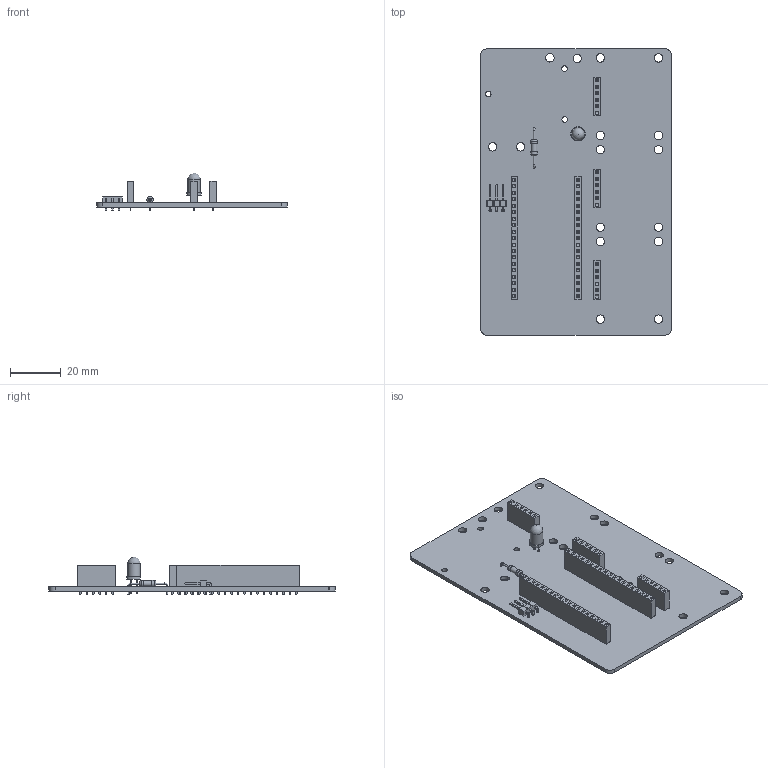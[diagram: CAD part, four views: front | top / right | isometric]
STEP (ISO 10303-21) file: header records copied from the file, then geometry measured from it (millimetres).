
FILE_DESCRIPTION(('KiCad electronic assembly'),'2;1');
FILE_NAME('esppp.step','2025-02-18T22:26:33',('Pcbnew'),('Kicad'), 'Open CASCADE STEP processor 7.8','KiCad to STEP converter','Unknown' );
FILE_SCHEMA(('AUTOMOTIVE_DESIGN { 1 0 10303 214 1 1 1 1 }'));
Length unit declared in the file: millimetre
Products named in the file (12): esppp 1; PinSocket_1x19_P2.54mm_Vertical; PinSocket_1x06_P2.54mm_Vertical; R_Axial_DIN0207_L6.3mm_D2.5mm_P15.24mm_Horizontal; R_Axial_DIN0207_L63mm_D25mm_P1524mm_Horizontal; PinHeader_1x03_P2.54mm_Horizontal; PinHeader_1x03_P254mm_Horizontal; LED_D5.0mm; esppp_PCB
Assembly tree (14 placements, depth 3):
  esppp 1
    PinSocket_1x19_P2.54mm_Vertical  x2
      PinSocket_1x19_P2.54mm_Vertical
    PinSocket_1x06_P2.54mm_Vertical  x3
      PinSocket_1x06_P2.54mm_Vertical
    R_Axial_DIN0207_L6.3mm_D2.5mm_P15.24mm_Horizontal
      R_Axial_DIN0207_L63mm_D25mm_P1524mm_Horizontal
    PinHeader_1x03_P2.54mm_Horizontal
      PinHeader_1x03_P254mm_Horizontal
    LED_D5.0mm
      LED_D5.0mm
    esppp_PCB
Bounding box: 75 x 112.5 x 14.7 mm (x, y, z)
Volume: 16317.2 mm3; surface area: 22906.8 mm2
Topology: 9 solids, 9 shells, 1720 faces, 4479 edges, 2901 vertices
Faces by surface type: plane 1617, cylinder 98, torus 4, sphere 1
Full cylindrical faces by diameter (mm): 0.6 x4, 0.8 x2, 0.9 x2, 1 x59, 2.2 x3, 2.25 x1, 2.5 x2, 3.302 x16, 4.9 x1
Entity records: 32578 total; most frequent: CARTESIAN_POINT 4686, ORIENTED_EDGE 4596, DIRECTION 4299, EDGE_CURVE 2298, LINE 2095, VECTOR 2095, VERTEX_POINT 1489, FACE_BOUND 1111
